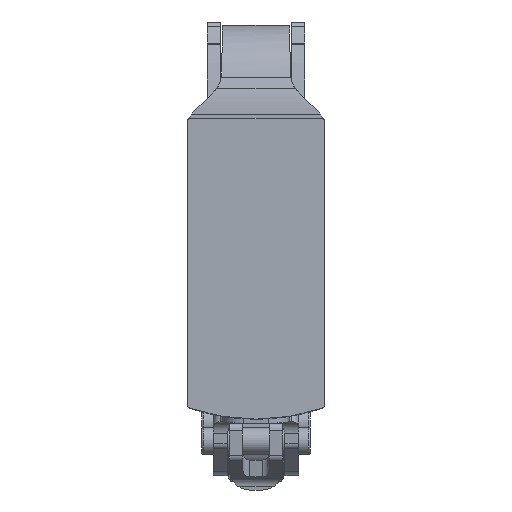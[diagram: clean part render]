
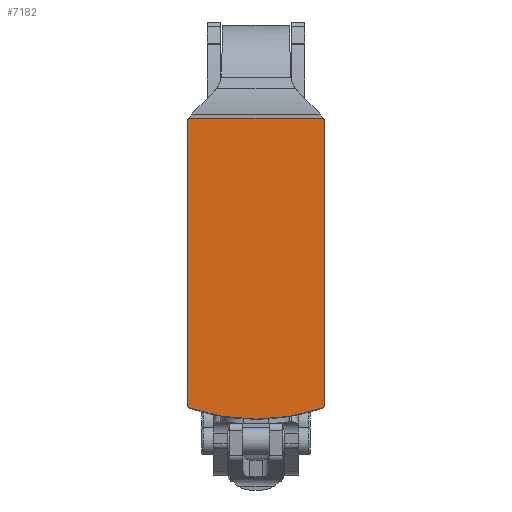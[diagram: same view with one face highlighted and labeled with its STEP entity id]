
A CAD part, front view. The second image highlights one B-rep face of the part: STEP entity #7182.
In plain terms, the highlighted planar face has unit normal (0, -1, 0).
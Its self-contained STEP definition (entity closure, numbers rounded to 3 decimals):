
#149=PLANE('',#7699);
#316=LINE('',#11043,#794);
#320=LINE('',#11059,#798);
#324=LINE('',#11078,#802);
#794=VECTOR('',#8635,1000.);
#798=VECTOR('',#8651,1000.);
#802=VECTOR('',#8673,1000.);
#1268=CIRCLE('',#7670,30.);
#1270=CIRCLE('',#7673,0.5);
#1273=CIRCLE('',#7678,0.5);
#1277=CIRCLE('',#7684,0.5);
#1279=CIRCLE('',#7687,0.5);
#1790=ORIENTED_EDGE('',*,*,#3897,.F.);
#1791=ORIENTED_EDGE('',*,*,#3920,.F.);
#1792=ORIENTED_EDGE('',*,*,#3915,.F.);
#1793=ORIENTED_EDGE('',*,*,#3892,.F.);
#1794=ORIENTED_EDGE('',*,*,#3913,.F.);
#1795=ORIENTED_EDGE('',*,*,#3910,.F.);
#1796=ORIENTED_EDGE('',*,*,#3905,.F.);
#1797=ORIENTED_EDGE('',*,*,#3902,.F.);
#3892=EDGE_CURVE('',#4969,#4970,#1268,.T.);
#3897=EDGE_CURVE('',#4974,#4975,#1270,.T.);
#3902=EDGE_CURVE('',#4975,#4979,#316,.T.);
#3905=EDGE_CURVE('',#4979,#4981,#1273,.T.);
#3910=EDGE_CURVE('',#4981,#4985,#320,.T.);
#3913=EDGE_CURVE('',#4985,#4969,#1277,.T.);
#3915=EDGE_CURVE('',#4970,#4987,#1279,.T.);
#3920=EDGE_CURVE('',#4987,#4974,#324,.T.);
#4969=VERTEX_POINT('',#11004);
#4970=VERTEX_POINT('',#11005);
#4974=VERTEX_POINT('',#11033);
#4975=VERTEX_POINT('',#11034);
#4979=VERTEX_POINT('',#11044);
#4981=VERTEX_POINT('',#11050);
#4985=VERTEX_POINT('',#11060);
#4987=VERTEX_POINT('',#11069);
#5844=EDGE_LOOP('',(#1790,#1791,#1792,#1793,#1794,#1795,#1796,#1797));
#6410=FACE_BOUND('',#5844,.T.);
#7182=ADVANCED_FACE('',(#6410),#149,.F.);
#7670=AXIS2_PLACEMENT_3D('',#11003,#8617,#8618);
#7673=AXIS2_PLACEMENT_3D('',#11032,#8625,#8626);
#7678=AXIS2_PLACEMENT_3D('',#11049,#8640,#8641);
#7684=AXIS2_PLACEMENT_3D('',#11065,#8656,#8657);
#7687=AXIS2_PLACEMENT_3D('',#11068,#8662,#8663);
#7699=AXIS2_PLACEMENT_3D('',#11093,#8689,#8690);
#8617=DIRECTION('',(0.,1.,0.));
#8618=DIRECTION('',(1.,0.,0.));
#8625=DIRECTION('',(0.,1.,0.));
#8626=DIRECTION('',(1.,0.,0.));
#8635=DIRECTION('',(0.,0.,1.));
#8640=DIRECTION('',(0.,1.,0.));
#8641=DIRECTION('',(1.,0.,0.));
#8651=DIRECTION('',(1.,0.,0.));
#8656=DIRECTION('',(0.,1.,0.));
#8657=DIRECTION('',(1.,0.,0.));
#8662=DIRECTION('',(0.,1.,0.));
#8663=DIRECTION('',(1.,0.,0.));
#8673=DIRECTION('',(-1.,0.,0.));
#8689=DIRECTION('',(0.,1.,0.));
#8690=DIRECTION('',(0.,0.,1.));
#11003=CARTESIAN_POINT('',(-7.284,0.,0.));
#11004=CARTESIAN_POINT('',(21.118,0.,9.661));
#11005=CARTESIAN_POINT('',(21.118,0.,-9.661));
#11032=CARTESIAN_POINT('',(-20.5,0.,-9.5));
#11033=CARTESIAN_POINT('',(-20.5,0.,-10.));
#11034=CARTESIAN_POINT('',(-21.,0.,-9.5));
#11043=CARTESIAN_POINT('',(-21.,0.,-9.5));
#11044=CARTESIAN_POINT('',(-21.,0.,9.5));
#11049=CARTESIAN_POINT('',(-20.5,0.,9.5));
#11050=CARTESIAN_POINT('',(-20.5,0.,10.));
#11059=CARTESIAN_POINT('',(-20.5,0.,10.));
#11060=CARTESIAN_POINT('',(20.644,0.,10.));
#11065=CARTESIAN_POINT('',(20.644,0.,9.5));
#11068=CARTESIAN_POINT('',(20.644,0.,-9.5));
#11069=CARTESIAN_POINT('',(20.644,0.,-10.));
#11078=CARTESIAN_POINT('',(20.644,0.,-10.));
#11093=CARTESIAN_POINT('',(-20.5,0.,-9.5));
